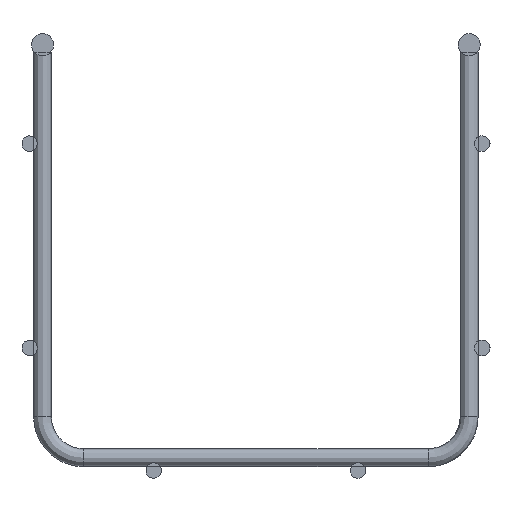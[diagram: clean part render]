
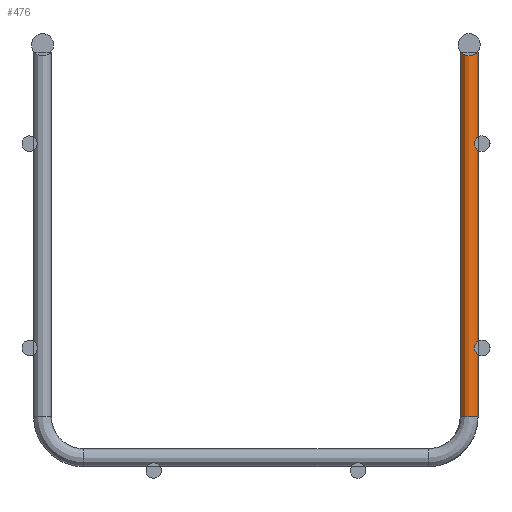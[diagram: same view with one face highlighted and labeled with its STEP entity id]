
A CAD part, left-side view. The second image highlights one B-rep face of the part: STEP entity #476.
In plain terms, the highlighted cylindrical face has radius 2.2 mm (diameter 4.4 mm), a full revolution.
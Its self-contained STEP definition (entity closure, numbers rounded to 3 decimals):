
#210=FACE_OUTER_BOUND('',#241,.T.);
#241=EDGE_LOOP('',(#430,#431,#432,#433,#434));
#254=LINE('',#876,#265);
#265=VECTOR('',#710,2.2);
#291=CIRCLE('',#544,2.2);
#292=CIRCLE('',#545,2.2);
#293=CIRCLE('',#547,2.2);
#317=VERTEX_POINT('',#869);
#318=VERTEX_POINT('',#871);
#319=VERTEX_POINT('',#875);
#355=EDGE_CURVE('',#317,#318,#291,.T.);
#356=EDGE_CURVE('',#318,#317,#292,.T.);
#357=EDGE_CURVE('',#318,#319,#254,.T.);
#358=EDGE_CURVE('',#319,#319,#293,.T.);
#430=ORIENTED_EDGE('',*,*,#356,.F.);
#431=ORIENTED_EDGE('',*,*,#357,.T.);
#432=ORIENTED_EDGE('',*,*,#358,.F.);
#433=ORIENTED_EDGE('',*,*,#357,.F.);
#434=ORIENTED_EDGE('',*,*,#355,.F.);
#447=CYLINDRICAL_SURFACE('',#546,2.2);
#476=ADVANCED_FACE('',(#210),#447,.T.);
#544=AXIS2_PLACEMENT_3D('',#872,#704,#705);
#545=AXIS2_PLACEMENT_3D('',#873,#706,#707);
#546=AXIS2_PLACEMENT_3D('',#874,#708,#709);
#547=AXIS2_PLACEMENT_3D('',#877,#711,#712);
#704=DIRECTION('center_axis',(0.,0.,-1.));
#705=DIRECTION('ref_axis',(-1.,0.,0.));
#706=DIRECTION('center_axis',(0.,0.,-1.));
#707=DIRECTION('ref_axis',(-1.,0.,0.));
#708=DIRECTION('center_axis',(0.,0.,-1.));
#709=DIRECTION('ref_axis',(-1.,0.,0.));
#710=DIRECTION('',(0.,0.,1.));
#711=DIRECTION('center_axis',(0.,0.,1.));
#712=DIRECTION('ref_axis',(-1.,0.,0.));
#869=CARTESIAN_POINT('',(0.,-50.,-38.5));
#871=CARTESIAN_POINT('',(2.2,-52.2,-38.5));
#872=CARTESIAN_POINT('Origin',(0.,-52.2,-38.5));
#873=CARTESIAN_POINT('Origin',(0.,-52.2,-38.5));
#874=CARTESIAN_POINT('Origin',(0.,-52.2,50.7));
#875=CARTESIAN_POINT('',(2.2,-52.2,50.7));
#876=CARTESIAN_POINT('',(2.2,-52.2,50.7));
#877=CARTESIAN_POINT('Origin',(0.,-52.2,50.7));
